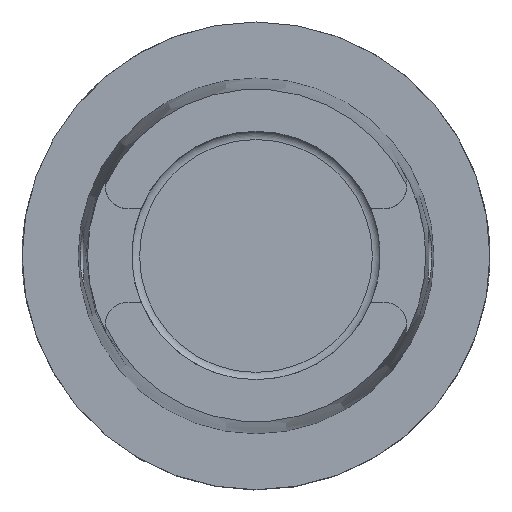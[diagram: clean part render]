
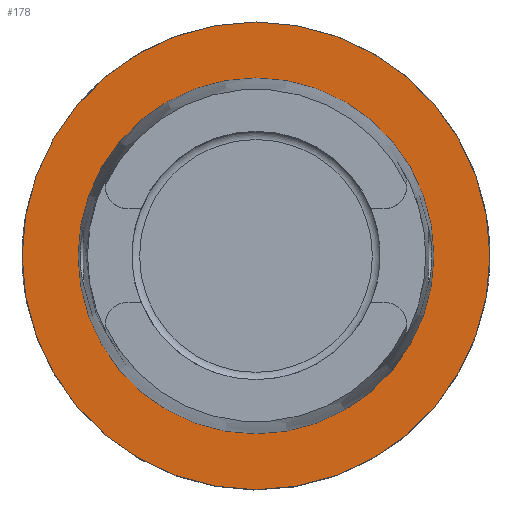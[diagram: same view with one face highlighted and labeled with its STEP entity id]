
A CAD part, top view. The second image highlights one B-rep face of the part: STEP entity #178.
In plain terms, the highlighted planar face has unit normal (0, 0, 1).
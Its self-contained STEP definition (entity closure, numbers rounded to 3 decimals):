
#84=FACE_BOUND('',#334,.T.);
#85=FACE_BOUND('',#335,.T.);
#178=ADVANCED_FACE('',(#84,#85),#231,.F.);
#231=PLANE('',#1313);
#334=EDGE_LOOP('',(#621));
#335=EDGE_LOOP('',(#622));
#408=CIRCLE('',#1268,49.965);
#432=CIRCLE('',#1311,38.008);
#621=ORIENTED_EDGE('',*,*,#952,.T.);
#622=ORIENTED_EDGE('',*,*,#1029,.T.);
#827=VERTEX_POINT('',#1902);
#882=VERTEX_POINT('',#2188);
#952=EDGE_CURVE('',#827,#827,#408,.T.);
#1029=EDGE_CURVE('',#882,#882,#432,.T.);
#1268=AXIS2_PLACEMENT_3D('',#1901,#1468,#1469);
#1311=AXIS2_PLACEMENT_3D('',#2187,#1584,#1585);
#1313=AXIS2_PLACEMENT_3D('',#2190,#1588,#1589);
#1468=DIRECTION('',(0.,0.,1.));
#1469=DIRECTION('',(1.,0.,0.));
#1584=DIRECTION('',(0.,0.,-1.));
#1585=DIRECTION('',(1.,0.,0.));
#1588=DIRECTION('',(0.,0.,-1.));
#1589=DIRECTION('',(1.,0.,0.));
#1901=CARTESIAN_POINT('',(0.,0.,0.));
#1902=CARTESIAN_POINT('',(49.965,0.,0.));
#2187=CARTESIAN_POINT('',(0.,0.,0.));
#2188=CARTESIAN_POINT('',(38.008,0.,0.));
#2190=CARTESIAN_POINT('',(0.,-39.062,0.));
